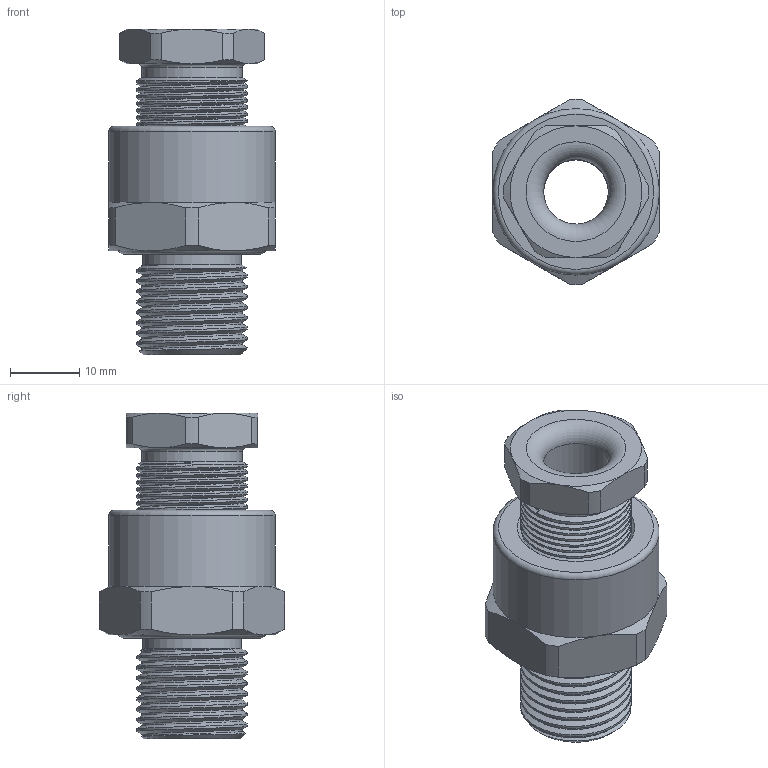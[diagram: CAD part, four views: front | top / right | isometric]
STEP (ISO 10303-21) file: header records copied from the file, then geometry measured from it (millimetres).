
FILE_DESCRIPTION((' '),'2;1');
FILE_NAME( 'M16-B1-15mm E204-622.stp', '2025-03-19T20:52:26', (' '), ('--- ---'), ' V2025.1 Dec 16 2024', ' 2025 (c)', ' ');
FILE_SCHEMA(('AP242_MANAGED_MODEL_BASED_3D_ENGINEERING_MIM_LF { 1 0 10303 442 1 1 4 }'));
Length unit declared in the file: millimetre
Products named in the file (1): M16-B1-15mm E204-622
Bounding box: 24 x 26.71 x 47 mm (x, y, z)
Volume: 10790.3 mm3; surface area: 8856.4 mm2
Topology: 5 solids, 5 shells, 392 faces, 1008 edges, 659 vertices
Faces by surface type: plane 169, extrusion 137, cylinder 40, cone 34, bspline 6, torus 6
Full cylindrical faces by diameter (mm): 9.3 x2, 9.4 x1, 9.5 x1, 14.3 x1, 14.5 x1, 14.8 x2, 15 x12, 17.823 x1, 24 x1
Entity records: 22025 total; most frequent: CARTESIAN_POINT 13162, ORIENTED_EDGE 1878, DIRECTION 1303, EDGE_CURVE 939, VECTOR 643, VERTEX_POINT 628, LINE 506, B_SPLINE_CURVE_WITH_KNOTS 468
